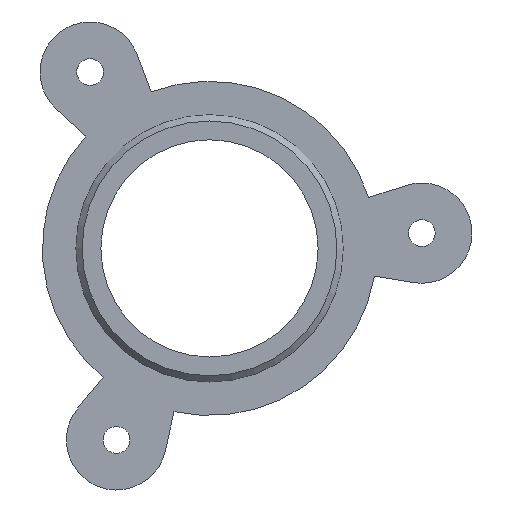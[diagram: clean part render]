
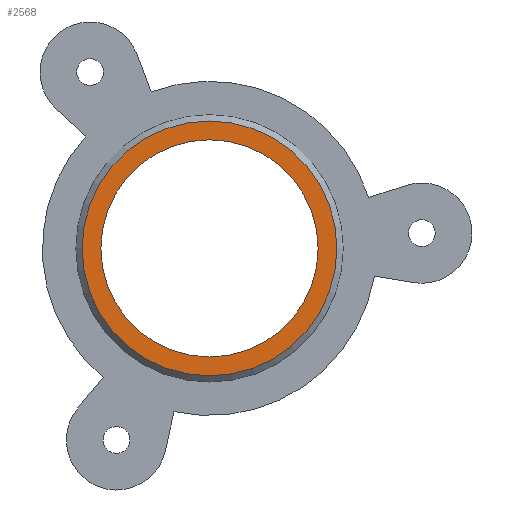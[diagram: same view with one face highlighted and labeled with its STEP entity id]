
A CAD part, front view. The second image highlights one B-rep face of the part: STEP entity #2568.
In plain terms, the highlighted planar face has unit normal (0, -1, 0).
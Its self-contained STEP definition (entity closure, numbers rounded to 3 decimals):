
#1866 = CONICAL_SURFACE('',#1867,16.,0.785);
#1867 = AXIS2_PLACEMENT_3D('',#1868,#1869,#1870);
#1868 = CARTESIAN_POINT('',(0.,-3.5,0.));
#1869 = DIRECTION('',(0.,1.,0.));
#1870 = DIRECTION('',(1.,0.,0.));
#2284 = CYLINDRICAL_SURFACE('',#2285,13.);
#2285 = AXIS2_PLACEMENT_3D('',#2286,#2287,#2288);
#2286 = CARTESIAN_POINT('',(0.,1.75,0.));
#2287 = DIRECTION('',(0.,1.,0.));
#2288 = DIRECTION('',(1.,0.,0.));
#2459 = VERTEX_POINT('',#2460);
#2460 = CARTESIAN_POINT('',(15.25,-4.25,0.));
#2483 = EDGE_CURVE('',#2459,#2459,#2484,.T.);
#2484 = SURFACE_CURVE('',#2485,(#2490,#2497),.PCURVE_S1.);
#2485 = CIRCLE('',#2486,15.25);
#2486 = AXIS2_PLACEMENT_3D('',#2487,#2488,#2489);
#2487 = CARTESIAN_POINT('',(0.,-4.25,0.));
#2488 = DIRECTION('',(0.,-1.,0.));
#2489 = DIRECTION('',(1.,0.,0.));
#2490 = PCURVE('',#1866,#2491);
#2491 = DEFINITIONAL_REPRESENTATION('',(#2492),#2496);
#2492 = LINE('',#2493,#2494);
#2493 = CARTESIAN_POINT('',(-0.,-0.75));
#2494 = VECTOR('',#2495,1.);
#2495 = DIRECTION('',(-1.,-0.));
#2496 = ( GEOMETRIC_REPRESENTATION_CONTEXT(2) 
PARAMETRIC_REPRESENTATION_CONTEXT() REPRESENTATION_CONTEXT('2D SPACE',''
  ) );
#2497 = PCURVE('',#2498,#2503);
#2498 = PLANE('',#2499);
#2499 = AXIS2_PLACEMENT_3D('',#2500,#2501,#2502);
#2500 = CARTESIAN_POINT('',(0.,-4.25,0.
    ));
#2501 = DIRECTION('',(0.,1.,0.));
#2502 = DIRECTION('',(0.,0.,1.));
#2503 = DEFINITIONAL_REPRESENTATION('',(#2504),#2512);
#2504 = ( BOUNDED_CURVE() B_SPLINE_CURVE(2,(#2505,#2506,#2507,#2508,
#2509,#2510,#2511),.UNSPECIFIED.,.T.,.F.) B_SPLINE_CURVE_WITH_KNOTS((1,2
    ,2,2,2,1),(-2.094,0.,2.094,4.189,
6.283,8.378),.UNSPECIFIED.) CURVE() 
GEOMETRIC_REPRESENTATION_ITEM() RATIONAL_B_SPLINE_CURVE((1.,0.5,1.,0.5,
1.,0.5,1.)) REPRESENTATION_ITEM('') );
#2505 = CARTESIAN_POINT('',(0.,15.25));
#2506 = CARTESIAN_POINT('',(26.414,15.25));
#2507 = CARTESIAN_POINT('',(13.207,-7.625));
#2508 = CARTESIAN_POINT('',(0.,-30.5));
#2509 = CARTESIAN_POINT('',(-13.207,-7.625));
#2510 = CARTESIAN_POINT('',(-26.414,15.25));
#2511 = CARTESIAN_POINT('',(0.,15.25));
#2512 = ( GEOMETRIC_REPRESENTATION_CONTEXT(2) 
PARAMETRIC_REPRESENTATION_CONTEXT() REPRESENTATION_CONTEXT('2D SPACE',''
  ) );
#2518 = VERTEX_POINT('',#2519);
#2519 = CARTESIAN_POINT('',(13.,-4.25,0.));
#2543 = EDGE_CURVE('',#2518,#2518,#2544,.T.);
#2544 = SURFACE_CURVE('',#2545,(#2550,#2557),.PCURVE_S1.);
#2545 = CIRCLE('',#2546,13.);
#2546 = AXIS2_PLACEMENT_3D('',#2547,#2548,#2549);
#2547 = CARTESIAN_POINT('',(0.,-4.25,0.));
#2548 = DIRECTION('',(0.,-1.,0.));
#2549 = DIRECTION('',(1.,0.,0.));
#2550 = PCURVE('',#2284,#2551);
#2551 = DEFINITIONAL_REPRESENTATION('',(#2552),#2556);
#2552 = LINE('',#2553,#2554);
#2553 = CARTESIAN_POINT('',(-0.,-6.));
#2554 = VECTOR('',#2555,1.);
#2555 = DIRECTION('',(-1.,0.));
#2556 = ( GEOMETRIC_REPRESENTATION_CONTEXT(2) 
PARAMETRIC_REPRESENTATION_CONTEXT() REPRESENTATION_CONTEXT('2D SPACE',''
  ) );
#2557 = PCURVE('',#2498,#2558);
#2558 = DEFINITIONAL_REPRESENTATION('',(#2559),#2567);
#2559 = ( BOUNDED_CURVE() B_SPLINE_CURVE(2,(#2560,#2561,#2562,#2563,
#2564,#2565,#2566),.UNSPECIFIED.,.T.,.F.) B_SPLINE_CURVE_WITH_KNOTS((1,2
    ,2,2,2,1),(-2.094,0.,2.094,4.189,
6.283,8.378),.UNSPECIFIED.) CURVE() 
GEOMETRIC_REPRESENTATION_ITEM() RATIONAL_B_SPLINE_CURVE((1.,0.5,1.,0.5,
1.,0.5,1.)) REPRESENTATION_ITEM('') );
#2560 = CARTESIAN_POINT('',(0.,13.));
#2561 = CARTESIAN_POINT('',(22.517,13.));
#2562 = CARTESIAN_POINT('',(11.258,-6.5));
#2563 = CARTESIAN_POINT('',(0.,-26.));
#2564 = CARTESIAN_POINT('',(-11.258,-6.5));
#2565 = CARTESIAN_POINT('',(-22.517,13.));
#2566 = CARTESIAN_POINT('',(0.,13.));
#2567 = ( GEOMETRIC_REPRESENTATION_CONTEXT(2) 
PARAMETRIC_REPRESENTATION_CONTEXT() REPRESENTATION_CONTEXT('2D SPACE',''
  ) );
#2568 = ADVANCED_FACE('',(#2569,#2572),#2498,.F.);
#2569 = FACE_BOUND('',#2570,.F.);
#2570 = EDGE_LOOP('',(#2571));
#2571 = ORIENTED_EDGE('',*,*,#2483,.F.);
#2572 = FACE_BOUND('',#2573,.F.);
#2573 = EDGE_LOOP('',(#2574));
#2574 = ORIENTED_EDGE('',*,*,#2543,.T.);
